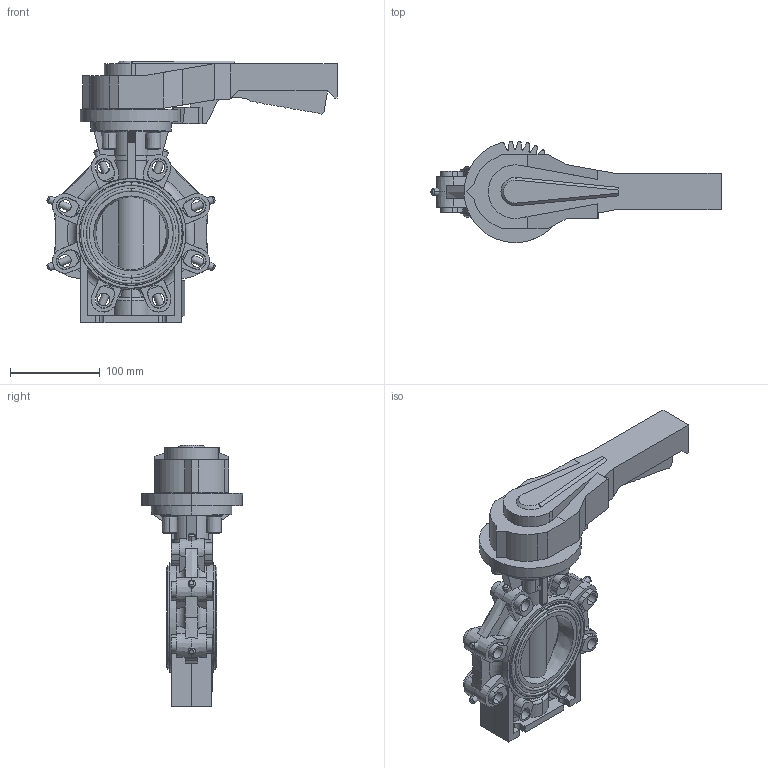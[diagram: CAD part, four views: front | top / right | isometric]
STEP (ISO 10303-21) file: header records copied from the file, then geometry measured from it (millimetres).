
FILE_DESCRIPTION(('STEP AP214'),'1');
FILE_NAME('cctmp_79324478-1C35-4537-A3B8-65B2B6D60CB3_2021_10_25_12_27_13_0229..stp','2021-10-25T10:27:13',('Praher Valves GmbH'),('CADClick - www.CADClick.com'),'Spatial InterOp 3D',' ','unknown authorization');
FILE_SCHEMA(('AUTOMOTIVE_DESIGN'));
Length unit declared in the file: millimetre
Products named in the file (4): cc_unnamed; 125871_LD_2; 125871_LD_1; 125871_LD
Assembly tree (3 placements, depth 2):
  cc_unnamed
    125871_LD_2
    125871_LD_1
    125871_LD
Bounding box: 324.17 x 113.22 x 292.5 mm (x, y, z)
Volume: 1760003.6 mm3; surface area: 296486 mm2
Topology: 14 solids, 20 shells, 894 faces, 2336 edges, 1522 vertices
Faces by surface type: plane 429, cylinder 215, cone 206, torus 44
Entity records: 36241 total; most frequent: CARTESIAN_POINT 6366, DIRECTION 4840, ORIENTED_EDGE 4672, EDGE_CURVE 2336, AXIS2_PLACEMENT_3D 1790, VERTEX_POINT 1522, LINE 1260, VECTOR 1260
